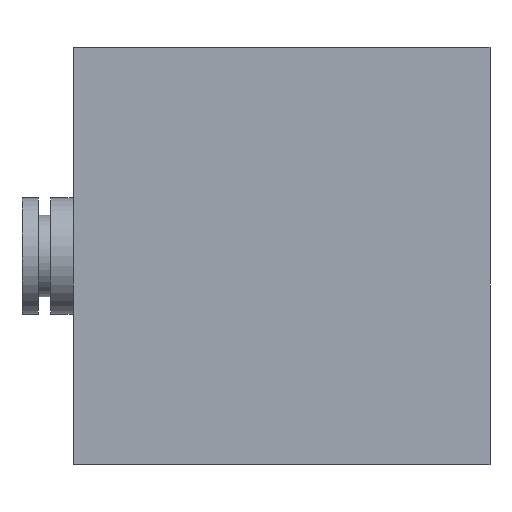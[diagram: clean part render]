
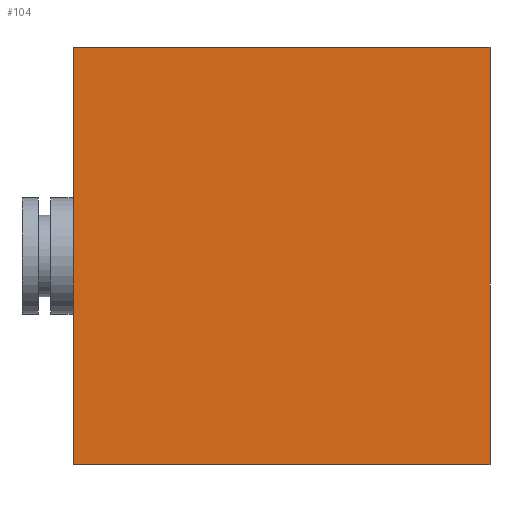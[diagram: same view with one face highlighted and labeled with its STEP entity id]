
A CAD part, top view. The second image highlights one B-rep face of the part: STEP entity #104.
In plain terms, the highlighted planar face has unit normal (0, 0, 1).
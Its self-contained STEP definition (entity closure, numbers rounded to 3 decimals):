
#104=ADVANCED_FACE('',(#205),#206,.F.);
#205=FACE_OUTER_BOUND('',#297,.T.);
#206=PLANE('',#298);
#297=EDGE_LOOP('',(#530,#531,#532,#533));
#298=AXIS2_PLACEMENT_3D('',#534,#535,#536);
#530=ORIENTED_EDGE('',*,*,#625,.F.);
#531=ORIENTED_EDGE('',*,*,#621,.F.);
#532=ORIENTED_EDGE('',*,*,#618,.F.);
#533=ORIENTED_EDGE('',*,*,#627,.F.);
#534=CARTESIAN_POINT('',(0.0,0.0,0.0));
#535=DIRECTION('',(0.0,0.0,-1.0));
#536=DIRECTION('',(-1.0,0.0,0.0));
#618=EDGE_CURVE('',#747,#749,#750,.F.);
#621=EDGE_CURVE('',#749,#753,#754,.F.);
#625=EDGE_CURVE('',#753,#757,#759,.F.);
#627=EDGE_CURVE('',#757,#747,#761,.F.);
#747=VERTEX_POINT('',#1039);
#749=VERTEX_POINT('',#1042);
#750=LINE('',#1043,#1044);
#753=VERTEX_POINT('',#1048);
#754=LINE('',#1049,#1050);
#757=VERTEX_POINT('',#1054);
#759=LINE('',#1057,#1058);
#761=LINE('',#1060,#1061);
#1039=CARTESIAN_POINT('',(20.4,20.4,0.0));
#1042=CARTESIAN_POINT('',(20.4,-20.4,0.0));
#1043=CARTESIAN_POINT('',(20.4,10.2,0.0));
#1044=VECTOR('',#1157,1.0);
#1048=CARTESIAN_POINT('',(-20.4,-20.4,0.0));
#1049=CARTESIAN_POINT('',(10.2,-20.4,0.0));
#1050=VECTOR('',#1159,1.0);
#1054=CARTESIAN_POINT('',(-20.4,20.4,0.0));
#1057=CARTESIAN_POINT('',(-20.4,-10.2,0.0));
#1058=VECTOR('',#1162,1.0);
#1060=CARTESIAN_POINT('',(-10.2,20.4,0.0));
#1061=VECTOR('',#1163,1.0);
#1157=DIRECTION('',(0.,1.0,0.0));
#1159=DIRECTION('',(1.0,0.,0.0));
#1162=DIRECTION('',(0.,-1.0,-0.0));
#1163=DIRECTION('',(-1.0,0.,0.0));
